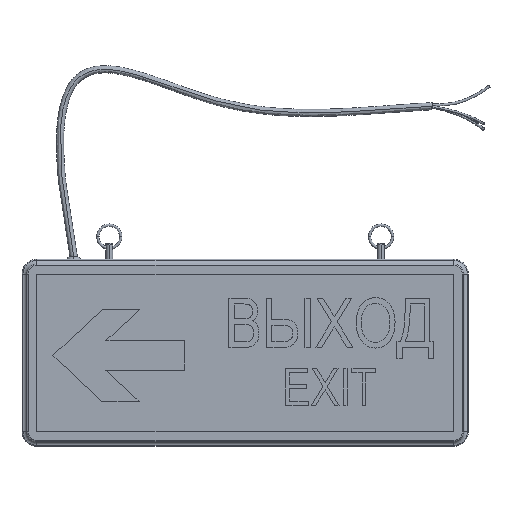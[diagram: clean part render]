
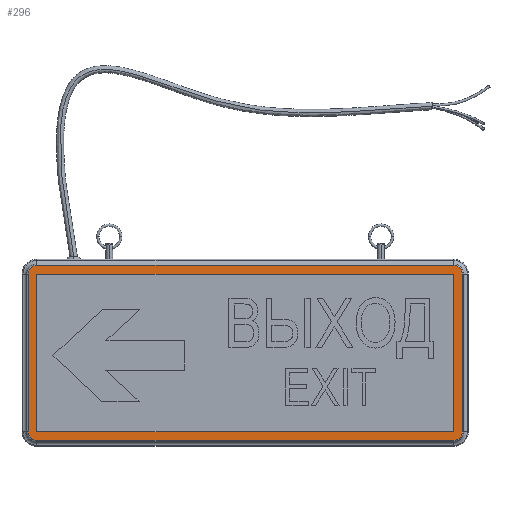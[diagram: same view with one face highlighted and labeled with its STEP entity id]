
A CAD part, top view. The second image highlights one B-rep face of the part: STEP entity #296.
In plain terms, the highlighted planar face has unit normal (0, 0, 1).
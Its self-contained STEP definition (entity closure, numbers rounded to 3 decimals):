
#17 = EDGE_CURVE ( 'NONE', #12596, #2389, #3232, .T. ) ;
#180 = CARTESIAN_POINT ( 'NONE',  ( 351., 12., 11.5 ) ) ;
#296 = ADVANCED_FACE ( 'NONE', ( #4580, #10416 ), #6446, .F. ) ;
#449 = VERTEX_POINT ( 'NONE', #6065 ) ;
#490 = LINE ( 'NONE', #14704, #9200 ) ;
#655 = CARTESIAN_POINT ( 'NONE',  ( 351., 140., 11.5 ) ) ;
#764 = DIRECTION ( 'NONE',  ( 0., -1., 0. ) ) ;
#936 = ORIENTED_EDGE ( 'NONE', *, *, #9266, .T. ) ;
#1029 = DIRECTION ( 'NONE',  ( 0., 1., 0. ) ) ;
#1089 = DIRECTION ( 'NONE',  ( 0., 0., 1. ) ) ;
#1128 = ORIENTED_EDGE ( 'NONE', *, *, #8825, .T. ) ;
#1188 = VERTEX_POINT ( 'NONE', #13161 ) ;
#1371 = VERTEX_POINT ( 'NONE', #15816 ) ;
#1441 = DIRECTION ( 'NONE',  ( -1., 0., 0. ) ) ;
#1497 = EDGE_LOOP ( 'NONE', ( #7944, #4093, #11421, #13643, #12026, #1128, #11208, #10418 ) ) ;
#1578 = LINE ( 'NONE', #6303, #7745 ) ;
#1855 = CIRCLE ( 'NONE', #2349, 7.101 ) ;
#1856 = DIRECTION ( 'NONE',  ( 0., -1., 0. ) ) ;
#1904 = DIRECTION ( 'NONE',  ( -1., 0., 0. ) ) ;
#1913 = EDGE_LOOP ( 'NONE', ( #3616, #14623, #936, #5355 ) ) ;
#1957 = CARTESIAN_POINT ( 'NONE',  ( 12., 12., 11.5 ) ) ;
#2011 = VERTEX_POINT ( 'NONE', #15264 ) ;
#2349 = AXIS2_PLACEMENT_3D ( 'NONE', #8498, #1089, #9744 ) ;
#2389 = VERTEX_POINT ( 'NONE', #10742 ) ;
#2513 = CARTESIAN_POINT ( 'NONE',  ( 12., 12., 11.5 ) ) ;
#2639 = CARTESIAN_POINT ( 'NONE',  ( 4.899, 12., 11.5 ) ) ;
#3203 = DIRECTION ( 'NONE',  ( -1., 0., 0. ) ) ;
#3232 = LINE ( 'NONE', #15725, #15867 ) ;
#3308 = VERTEX_POINT ( 'NONE', #6632 ) ;
#3551 = CIRCLE ( 'NONE', #7946, 7.101 ) ;
#3616 = ORIENTED_EDGE ( 'NONE', *, *, #13153, .F. ) ;
#3711 = DIRECTION ( 'NONE',  ( 0., 0., -1. ) ) ;
#3730 = CARTESIAN_POINT ( 'NONE',  ( 12., 4.899, 11.5 ) ) ;
#3772 = DIRECTION ( 'NONE',  ( -1., 0., 0. ) ) ;
#3838 = VECTOR ( 'NONE', #1029, 1000. ) ;
#3994 = CARTESIAN_POINT ( 'NONE',  ( 0., 0., 11.5 ) ) ;
#4093 = ORIENTED_EDGE ( 'NONE', *, *, #7699, .T. ) ;
#4580 = FACE_OUTER_BOUND ( 'NONE', #1497, .T. ) ;
#4704 = EDGE_CURVE ( 'NONE', #10300, #10069, #13678, .T. ) ;
#5355 = ORIENTED_EDGE ( 'NONE', *, *, #11985, .T. ) ;
#5413 = AXIS2_PLACEMENT_3D ( 'NONE', #180, #8851, #1441 ) ;
#5774 = EDGE_CURVE ( 'NONE', #449, #1371, #10419, .T. ) ;
#6065 = CARTESIAN_POINT ( 'NONE',  ( 358.101, 12., 11.5 ) ) ;
#6181 = DIRECTION ( 'NONE',  ( 1., 0., 0. ) ) ;
#6223 = CARTESIAN_POINT ( 'NONE',  ( 12., 140., 11.5 ) ) ;
#6283 = VERTEX_POINT ( 'NONE', #14851 ) ;
#6303 = CARTESIAN_POINT ( 'NONE',  ( 351., 140., 11.5 ) ) ;
#6446 = PLANE ( 'NONE',  #14215 ) ;
#6632 = CARTESIAN_POINT ( 'NONE',  ( 12., 140., 11.5 ) ) ;
#6667 = CIRCLE ( 'NONE', #5413, 7.101 ) ;
#6909 = VERTEX_POINT ( 'NONE', #12182 ) ;
#7175 = CARTESIAN_POINT ( 'NONE',  ( 358.101, 0., 11.5 ) ) ;
#7544 = DIRECTION ( 'NONE',  ( 0., -1., 0. ) ) ;
#7699 = EDGE_CURVE ( 'NONE', #2011, #10300, #1855, .T. ) ;
#7745 = VECTOR ( 'NONE', #7544, 1000. ) ;
#7944 = ORIENTED_EDGE ( 'NONE', *, *, #8205, .T. ) ;
#7946 = AXIS2_PLACEMENT_3D ( 'NONE', #655, #9310, #1904 ) ;
#8096 = LINE ( 'NONE', #2513, #14221 ) ;
#8103 = CARTESIAN_POINT ( 'NONE',  ( 4.899, 0., 11.5 ) ) ;
#8205 = EDGE_CURVE ( 'NONE', #6283, #2011, #490, .T. ) ;
#8498 = CARTESIAN_POINT ( 'NONE',  ( 12., 140., 11.5 ) ) ;
#8650 = DIRECTION ( 'NONE',  ( -1., 0., 0. ) ) ;
#8722 = DIRECTION ( 'NONE',  ( 1., 0., 0. ) ) ;
#8825 = EDGE_CURVE ( 'NONE', #2389, #449, #6667, .T. ) ;
#8851 = DIRECTION ( 'NONE',  ( 0., 0., 1. ) ) ;
#9200 = VECTOR ( 'NONE', #8650, 1000. ) ;
#9266 = EDGE_CURVE ( 'NONE', #3308, #1188, #9372, .T. ) ;
#9268 = CARTESIAN_POINT ( 'NONE',  ( 12., 140., 11.5 ) ) ;
#9310 = DIRECTION ( 'NONE',  ( 0., 0., 1. ) ) ;
#9372 = LINE ( 'NONE', #6223, #12295 ) ;
#9744 = DIRECTION ( 'NONE',  ( -1., 0., 0. ) ) ;
#10069 = VERTEX_POINT ( 'NONE', #2639 ) ;
#10300 = VERTEX_POINT ( 'NONE', #11637 ) ;
#10416 = FACE_BOUND ( 'NONE', #1913, .T. ) ;
#10418 = ORIENTED_EDGE ( 'NONE', *, *, #15115, .T. ) ;
#10419 = LINE ( 'NONE', #7175, #3838 ) ;
#10449 = VECTOR ( 'NONE', #764, 1000. ) ;
#10633 = DIRECTION ( 'NONE',  ( 0., 0., 1. ) ) ;
#10742 = CARTESIAN_POINT ( 'NONE',  ( 351., 4.899, 11.5 ) ) ;
#10854 = LINE ( 'NONE', #9268, #11260 ) ;
#11010 = AXIS2_PLACEMENT_3D ( 'NONE', #1957, #10633, #3203 ) ;
#11208 = ORIENTED_EDGE ( 'NONE', *, *, #5774, .T. ) ;
#11260 = VECTOR ( 'NONE', #1856, 1000. ) ;
#11421 = ORIENTED_EDGE ( 'NONE', *, *, #4704, .T. ) ;
#11467 = VERTEX_POINT ( 'NONE', #13801 ) ;
#11637 = CARTESIAN_POINT ( 'NONE',  ( 4.899, 140., 11.5 ) ) ;
#11985 = EDGE_CURVE ( 'NONE', #1188, #6909, #1578, .T. ) ;
#12026 = ORIENTED_EDGE ( 'NONE', *, *, #17, .T. ) ;
#12182 = CARTESIAN_POINT ( 'NONE',  ( 351., 12., 11.5 ) ) ;
#12295 = VECTOR ( 'NONE', #8722, 1000. ) ;
#12596 = VERTEX_POINT ( 'NONE', #3730 ) ;
#12855 = EDGE_CURVE ( 'NONE', #3308, #11467, #10854, .T. ) ;
#13094 = DIRECTION ( 'NONE',  ( 1., 0., 0. ) ) ;
#13153 = EDGE_CURVE ( 'NONE', #11467, #6909, #8096, .T. ) ;
#13161 = CARTESIAN_POINT ( 'NONE',  ( 351., 140., 11.5 ) ) ;
#13357 = CIRCLE ( 'NONE', #11010, 7.101 ) ;
#13643 = ORIENTED_EDGE ( 'NONE', *, *, #15650, .T. ) ;
#13678 = LINE ( 'NONE', #8103, #10449 ) ;
#13801 = CARTESIAN_POINT ( 'NONE',  ( 12., 12., 11.5 ) ) ;
#14215 = AXIS2_PLACEMENT_3D ( 'NONE', #3994, #3711, #3772 ) ;
#14221 = VECTOR ( 'NONE', #6181, 1000. ) ;
#14623 = ORIENTED_EDGE ( 'NONE', *, *, #12855, .F. ) ;
#14704 = CARTESIAN_POINT ( 'NONE',  ( 12., 147.101, 11.5 ) ) ;
#14851 = CARTESIAN_POINT ( 'NONE',  ( 351., 147.101, 11.5 ) ) ;
#15115 = EDGE_CURVE ( 'NONE', #1371, #6283, #3551, .T. ) ;
#15264 = CARTESIAN_POINT ( 'NONE',  ( 12., 147.101, 11.5 ) ) ;
#15650 = EDGE_CURVE ( 'NONE', #10069, #12596, #13357, .T. ) ;
#15725 = CARTESIAN_POINT ( 'NONE',  ( 0., 4.899, 11.5 ) ) ;
#15816 = CARTESIAN_POINT ( 'NONE',  ( 358.101, 140., 11.5 ) ) ;
#15867 = VECTOR ( 'NONE', #13094, 1000. ) ;
